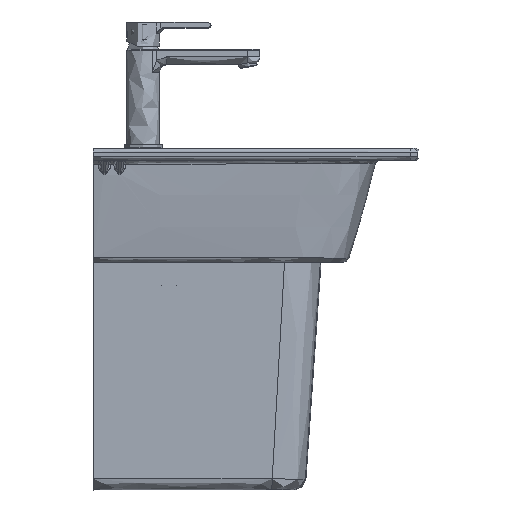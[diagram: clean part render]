
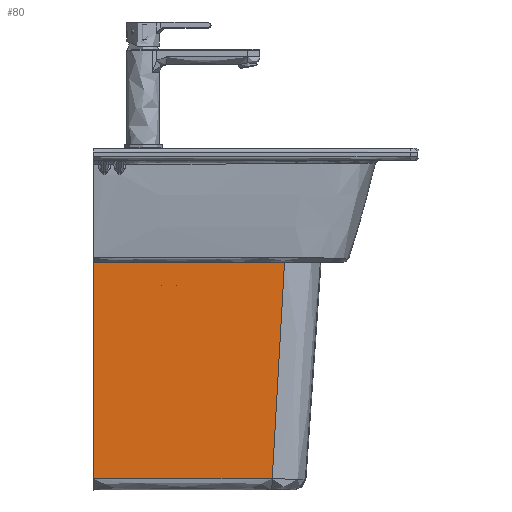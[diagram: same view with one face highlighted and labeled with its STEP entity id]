
A CAD part, left-side view. The second image highlights one B-rep face of the part: STEP entity #80.
In plain terms, the highlighted planar face has unit normal (-0.999, -0.037, -0.013).
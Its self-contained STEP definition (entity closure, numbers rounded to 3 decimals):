
#32=FACE_BOUND('',#998,.T.);
#80=ADVANCED_FACE('',(#537,#32),#6438,.T.);
#537=FACE_OUTER_BOUND('',#997,.T.);
#997=EDGE_LOOP('',(#1600,#1601,#1602,#1603));
#998=EDGE_LOOP('',(#1604,#1605));
#1600=ORIENTED_EDGE('',*,*,#3662,.T.);
#1601=ORIENTED_EDGE('',*,*,#3694,.F.);
#1602=ORIENTED_EDGE('',*,*,#3695,.F.);
#1603=ORIENTED_EDGE('',*,*,#3696,.F.);
#1604=ORIENTED_EDGE('',*,*,#3698,.T.);
#1605=ORIENTED_EDGE('',*,*,#3697,.T.);
#3662=EDGE_CURVE('',#5830,#5792,#4747,.T.);
#3694=EDGE_CURVE('',#5791,#5792,#4777,.T.);
#3695=EDGE_CURVE('',#5794,#5791,#4778,.T.);
#3696=EDGE_CURVE('',#5830,#5794,#4779,.T.);
#3697=EDGE_CURVE('',#5843,#5844,#4780,.T.);
#3698=EDGE_CURVE('',#5844,#5843,#4781,.T.);
#4747=B_SPLINE_CURVE_WITH_KNOTS('',1,(#12108,#12109),.UNSPECIFIED.,.F.,
 .F.,(2,2),(-141.61,143.61),.UNSPECIFIED.);
#4777=B_SPLINE_CURVE_WITH_KNOTS('',1,(#12530,#12531),.UNSPECIFIED.,.F.,
 .F.,(2,2),(-235.839,0.),.UNSPECIFIED.);
#4778=B_SPLINE_CURVE_WITH_KNOTS('',5,(#12532,#12533,#12534,#12535,#12536,
#12537),.UNSPECIFIED.,.F.,.F.,(6,6),(0.,285.893),
 .UNSPECIFIED.);
#4779=B_SPLINE_CURVE_WITH_KNOTS('',1,(#12538,#12539),.UNSPECIFIED.,.F.,
 .F.,(2,2),(-252.,0.),.UNSPECIFIED.);
#4780=B_SPLINE_CURVE_WITH_KNOTS('',5,(#12540,#12541,#12542,#12543,#12544,
#12545,#12546,#12547,#12548,#12549,#12550,#12551,#12552,#12553,#12554,#12555,
#12556,#12557,#12558,#12559,#12560,#12561,#12562,#12563),.UNSPECIFIED.,
 .F.,.F.,(6,3,3,3,3,3,3,6),(0.,7.316,14.634,21.957,
29.284,36.61,42.468,44.445),.UNSPECIFIED.);
#4781=B_SPLINE_CURVE_WITH_KNOTS('',5,(#12564,#12565,#12566,#12567,#12568,
#12569,#12570,#12571,#12572,#12573,#12574,#12575,#12576,#12577,#12578,#12579,
#12580,#12581,#12582,#12583,#12584,#12585,#12586,#12587),.UNSPECIFIED.,
 .F.,.F.,(6,3,3,3,3,3,3,6),(0.,7.316,14.634,21.957,
29.284,36.61,42.468,44.445),.UNSPECIFIED.);
#5791=VERTEX_POINT('',#11454);
#5792=VERTEX_POINT('',#11455);
#5794=VERTEX_POINT('',#11457);
#5830=VERTEX_POINT('',#11493);
#5843=VERTEX_POINT('',#11506);
#5844=VERTEX_POINT('',#11507);
#6438=PLANE('',#6915);
#6915=AXIS2_PLACEMENT_3D('',#11378,#6985,$);
#6985=DIRECTION('',(-0.999,-0.037,-0.013));
#11378=CARTESIAN_POINT('',(139.507,-62.538,-121.546));
#11454=CARTESIAN_POINT('',(142.093,-21.002,-435.467));
#11455=CARTESIAN_POINT('',(133.451,214.678,-435.467));
#11457=CARTESIAN_POINT('',(138.952,-37.153,-150.271));
#11493=CARTESIAN_POINT('',(129.718,214.678,-150.271));
#11506=CARTESIAN_POINT('',(134.144,104.678,-180.271));
#11507=CARTESIAN_POINT('',(133.411,124.678,-180.271));
#12108=CARTESIAN_POINT('',(129.718,214.678,-150.271));
#12109=CARTESIAN_POINT('',(133.451,214.678,-435.467));
#12530=CARTESIAN_POINT('',(142.093,-21.002,-435.467));
#12531=CARTESIAN_POINT('',(133.451,214.678,-435.467));
#12532=CARTESIAN_POINT('',(138.952,-37.153,-150.271));
#12533=CARTESIAN_POINT('',(139.58,-33.923,-207.31));
#12534=CARTESIAN_POINT('',(140.209,-30.693,-264.349));
#12535=CARTESIAN_POINT('',(140.837,-27.462,-321.388));
#12536=CARTESIAN_POINT('',(141.465,-24.232,-378.428));
#12537=CARTESIAN_POINT('',(142.093,-21.002,-435.467));
#12538=CARTESIAN_POINT('',(129.718,214.678,-150.271));
#12539=CARTESIAN_POINT('',(138.952,-37.153,-150.271));
#12540=CARTESIAN_POINT('',(134.144,104.678,-180.271));
#12541=CARTESIAN_POINT('',(134.158,104.678,-181.305));
#12542=CARTESIAN_POINT('',(134.166,104.812,-182.34));
#12543=CARTESIAN_POINT('',(134.17,105.08,-183.351));
#12544=CARTESIAN_POINT('',(134.166,105.87,-185.282));
#12545=CARTESIAN_POINT('',(134.142,107.126,-186.949));
#12546=CARTESIAN_POINT('',(134.125,107.86,-187.696));
#12547=CARTESIAN_POINT('',(134.081,109.503,-188.983));
#12548=CARTESIAN_POINT('',(134.022,111.419,-189.81));
#12549=CARTESIAN_POINT('',(133.989,112.426,-190.097));
#12550=CARTESIAN_POINT('',(133.917,114.491,-190.403));
#12551=CARTESIAN_POINT('',(133.838,116.566,-190.173));
#12552=CARTESIAN_POINT('',(133.797,117.583,-189.924));
#12553=CARTESIAN_POINT('',(133.716,119.529,-189.168));
#12554=CARTESIAN_POINT('',(133.638,121.219,-187.941));
#12555=CARTESIAN_POINT('',(133.601,121.98,-187.221));
#12556=CARTESIAN_POINT('',(133.538,123.165,-185.763));
#12557=CARTESIAN_POINT('',(133.486,123.981,-184.077));
#12558=CARTESIAN_POINT('',(133.466,124.265,-183.292));
#12559=CARTESIAN_POINT('',(133.442,124.533,-182.211));
#12560=CARTESIAN_POINT('',(133.423,124.649,-181.109));
#12561=CARTESIAN_POINT('',(133.419,124.668,-180.83));
#12562=CARTESIAN_POINT('',(133.414,124.678,-180.55));
#12563=CARTESIAN_POINT('',(133.411,124.678,-180.271));
#12564=CARTESIAN_POINT('',(133.411,124.678,-180.271));
#12565=CARTESIAN_POINT('',(133.397,124.678,-179.236));
#12566=CARTESIAN_POINT('',(133.389,124.544,-178.201));
#12567=CARTESIAN_POINT('',(133.385,124.277,-177.19));
#12568=CARTESIAN_POINT('',(133.389,123.486,-175.259));
#12569=CARTESIAN_POINT('',(133.413,122.23,-173.592));
#12570=CARTESIAN_POINT('',(133.43,121.497,-172.846));
#12571=CARTESIAN_POINT('',(133.474,119.854,-171.558));
#12572=CARTESIAN_POINT('',(133.533,117.938,-170.731));
#12573=CARTESIAN_POINT('',(133.566,116.931,-170.445));
#12574=CARTESIAN_POINT('',(133.638,114.865,-170.138));
#12575=CARTESIAN_POINT('',(133.717,112.79,-170.368));
#12576=CARTESIAN_POINT('',(133.758,111.773,-170.617));
#12577=CARTESIAN_POINT('',(133.839,109.827,-171.373));
#12578=CARTESIAN_POINT('',(133.917,108.137,-172.6));
#12579=CARTESIAN_POINT('',(133.954,107.377,-173.32));
#12580=CARTESIAN_POINT('',(134.017,106.191,-174.778));
#12581=CARTESIAN_POINT('',(134.069,105.375,-176.464));
#12582=CARTESIAN_POINT('',(134.089,105.091,-177.249));
#12583=CARTESIAN_POINT('',(134.113,104.823,-178.33));
#12584=CARTESIAN_POINT('',(134.132,104.707,-179.432));
#12585=CARTESIAN_POINT('',(134.137,104.688,-179.711));
#12586=CARTESIAN_POINT('',(134.141,104.678,-179.991));
#12587=CARTESIAN_POINT('',(134.144,104.678,-180.271));
